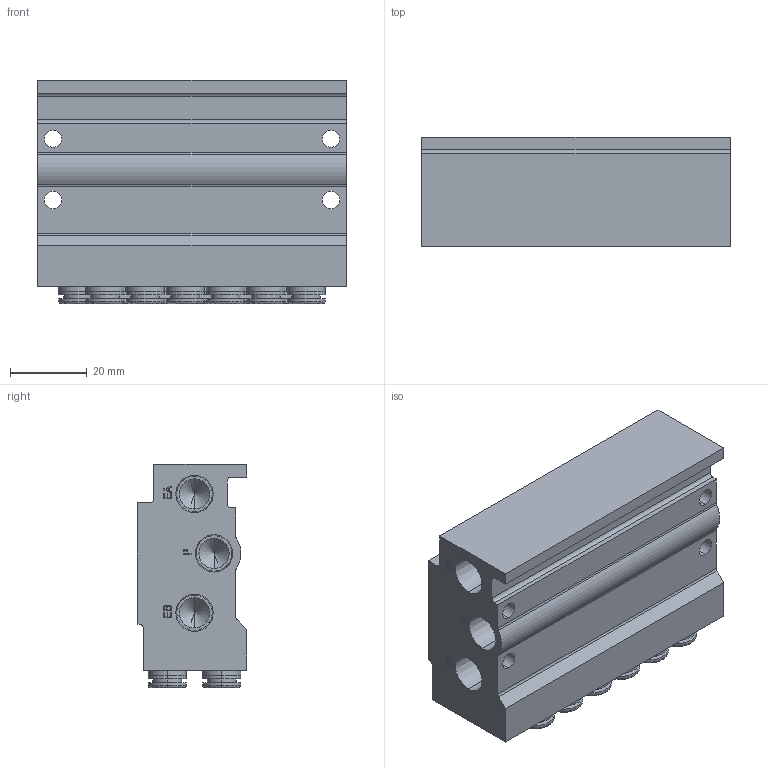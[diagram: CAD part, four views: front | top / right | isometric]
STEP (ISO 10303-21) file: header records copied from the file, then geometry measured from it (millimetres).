
FILE_DESCRIPTION (( 'STEP AP203' ), '1' );
FILE_NAME ('217-2954-000 Rev1.STEP', '2014-08-06T16:09:23', ( '' ), ( '' ), 'SwSTEP 2.0', 'SolidWorks 2014', '' );
FILE_SCHEMA (( 'CONFIG_CONTROL_DESIGN' ));
Length unit declared in the file: millimetre
Products named in the file (3): 217-2954-001 Rev1_41; 217-2954-002 Rev1_1000-50A-N7; 217-2954-000 Rev1
Assembly tree (13 placements, depth 2):
  217-2954-000 Rev1
    217-2954-001 Rev1_41
    217-2954-002 Rev1_1000-50A-N7  x12
Bounding box: 80.5 x 28.5 x 58.2 mm (x, y, z)
Volume: 102077.8 mm3; surface area: 35104.2 mm2
Topology: 13 solids, 13 shells, 639 faces, 1473 edges, 936 vertices
Faces by surface type: plane 279, cylinder 220, cone 72, bspline 44, torus 24
Entity records: 16116 total; most frequent: CARTESIAN_POINT 5085, ORIENTED_EDGE 2126, DIRECTION 2095, EDGE_CURVE 1063, VECTOR 703, LINE 703, AXIS2_PLACEMENT_3D 696, VERTEX_POINT 694
